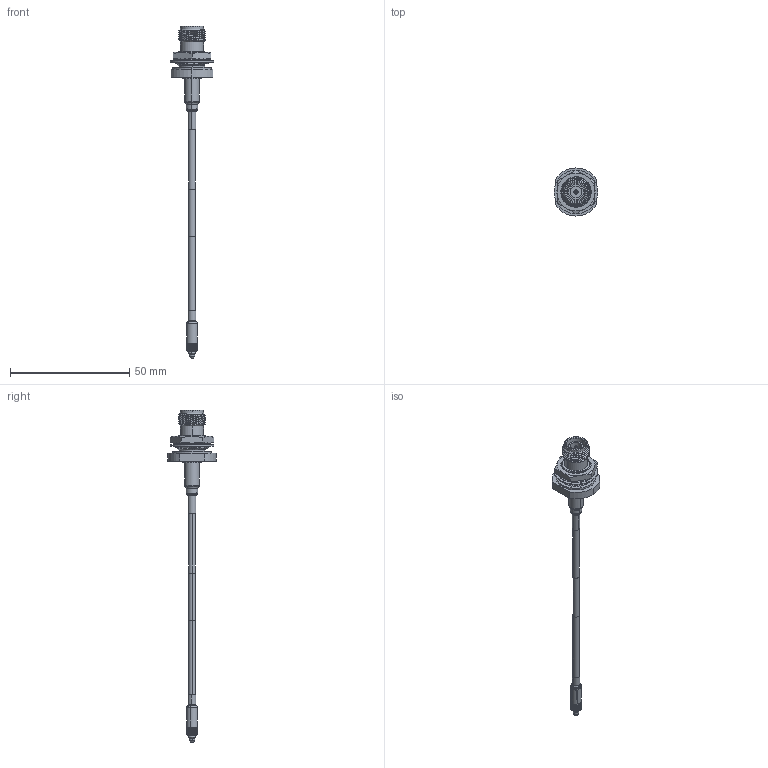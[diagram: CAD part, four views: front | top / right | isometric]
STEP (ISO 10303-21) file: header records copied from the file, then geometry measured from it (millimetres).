
FILE_DESCRIPTION (( 'STEP AP214' ), '1' );
FILE_NAME ('FMCA9988_3D.step', '2024-01-19T19:38:31', ( '' ), ( '' ), 'SwSTEP 2.0', 'SolidWorks 2022', '' );
FILE_SCHEMA (( 'AUTOMOTIVE_DESIGN' ));
Length unit declared in the file: inch
Products named in the file (6): Copy of SC9513^FMCA9988_CRIMPED; FMCA9988_3D; Copy of Heatshrink_LMR-100A-PVC-3_240177^FMCA9988; Copy of SC9704^FMCA9988; Copy of Heatshrink_LMR-100A-PVC-5_240177^FMCA9988; Copy of Cable_LMR-100A-PVC_240177^FMCA9988
Assembly tree (5 placements, depth 2):
  FMCA9988_3D
    Copy of Cable_LMR-100A-PVC_240177^FMCA9988
    Copy of Heatshrink_LMR-100A-PVC-3_240177^FMCA9988
    Copy of Heatshrink_LMR-100A-PVC-5_240177^FMCA9988
    Copy of SC9704^FMCA9988
    Copy of SC9513^FMCA9988_CRIMPED
Bounding box: 18.34 x 20.19 x 139.29 mm (x, y, z)
Volume: 4147 mm3; surface area: 5625.6 mm2
Topology: 11 solids, 11 shells, 2860 faces, 6272 edges, 3464 vertices
Faces by surface type: bspline 2085, cylinder 613, plane 79, cone 69, torus 14
Entity records: 109024 total; most frequent: CARTESIAN_POINT 69087, ORIENTED_EDGE 12544, EDGE_CURVE 6272, VERTEX_POINT 3464, EDGE_LOOP 2900, ADVANCED_FACE 2860, FACE_OUTER_BOUND 2860, DIRECTION 2767
